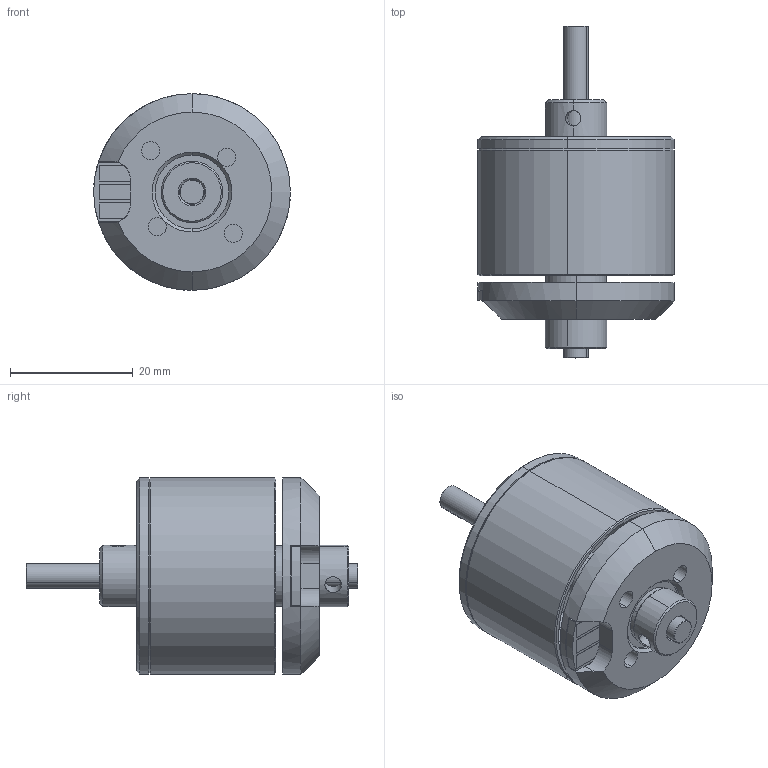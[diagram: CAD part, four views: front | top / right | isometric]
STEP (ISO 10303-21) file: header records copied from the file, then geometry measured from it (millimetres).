
FILE_DESCRIPTION (( 'STEP AP203' ), '1' );
FILE_NAME ('M100-MOTOR-XA.STEP', '2014-11-07T18:35:45', ( 'rjehangir' ), ( '' ), 'SwSTEP 2.0', 'SolidWorks 2012', '' );
FILE_SCHEMA (( 'CONFIG_CONTROL_DESIGN' ));
Length unit declared in the file: inch
Products named in the file (1): M100-MOTOR-XA
Bounding box: 32 x 54 x 32 mm (x, y, z)
Volume: 9412.5 mm3; surface area: 11258.6 mm2
Topology: 7 solids, 7 shells, 151 faces, 356 edges, 224 vertices
Faces by surface type: cylinder 68, plane 43, cone 38, torus 2
Entity records: 4661 total; most frequent: CARTESIAN_POINT 930, DIRECTION 818, ORIENTED_EDGE 712, EDGE_CURVE 356, AXIS2_PLACEMENT_3D 330, VERTEX_POINT 224, EDGE_LOOP 190, CIRCLE 178
